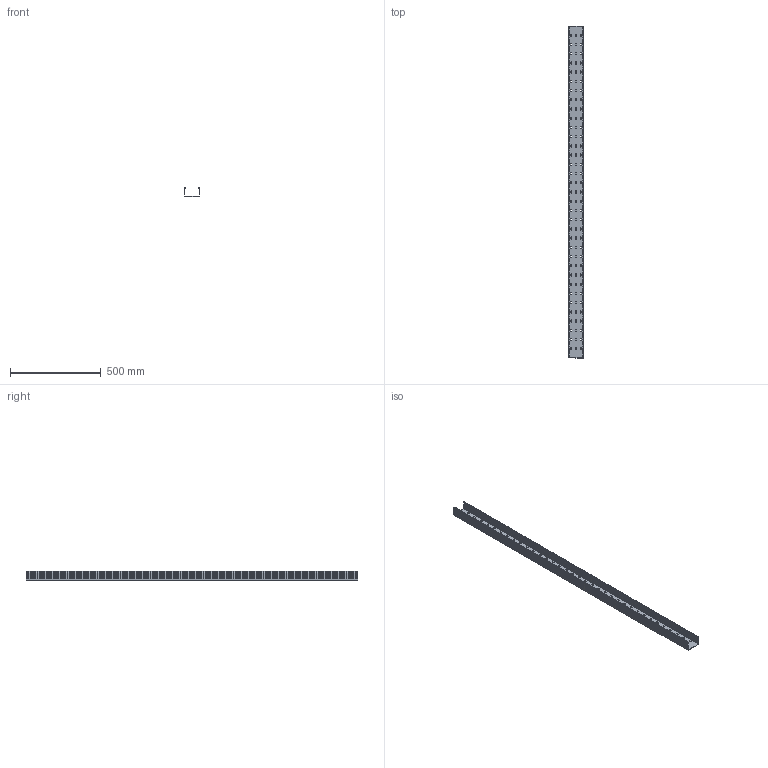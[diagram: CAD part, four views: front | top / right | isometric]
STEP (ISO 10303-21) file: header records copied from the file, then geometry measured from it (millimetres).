
FILE_DESCRIPTION (( 'STEP AP203' ), '1' );
FILE_NAME ('F3x2.STEP', '2015-12-10T19:19:12', ( 'IT' ), ( 'Panduit Corp.' ), 'SwSTEP 2.0', 'SolidWorks 2014', '' );
FILE_SCHEMA (( 'CONFIG_CONTROL_DESIGN' ));
Length unit declared in the file: inch
Products named in the file (2): D11010QG_00; F3x2
Assembly tree (1 placements, depth 2):
  F3x2
    D11010QG_00
Bounding box: 82.56 x 1828.8 x 50.8 mm (x, y, z)
Volume: 725160.2 mm3; surface area: 632889.7 mm2
Topology: 1 solids, 1 shells, 3022 faces, 9060 edges, 6040 vertices
Faces by surface type: plane 2812, cylinder 210
Entity records: 100724 total; most frequent: CARTESIAN_POINT 18126, ORIENTED_EDGE 18120, DIRECTION 15532, EDGE_CURVE 9060, VECTOR 8640, LINE 8640, VERTEX_POINT 6040, AXIS2_PLACEMENT_3D 3446
